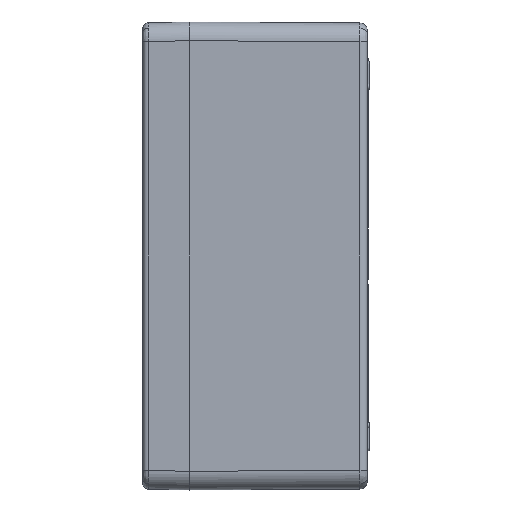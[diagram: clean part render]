
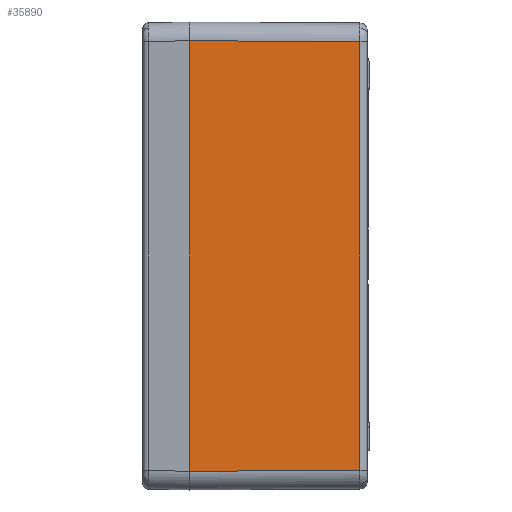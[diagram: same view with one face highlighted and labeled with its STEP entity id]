
A CAD part, left-side view. The second image highlights one B-rep face of the part: STEP entity #35890.
In plain terms, the highlighted planar face has unit normal (-1, -0.005, 0).
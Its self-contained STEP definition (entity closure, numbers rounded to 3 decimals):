
#217 = VECTOR ( 'NONE', #47385, 1000. ) ;
#1087 = DIRECTION ( 'NONE',  ( 0., 0., 1. ) ) ;
#1962 = VECTOR ( 'NONE', #38479, 1000. ) ;
#2869 = EDGE_CURVE ( 'NONE', #43220, #17650, #22709, .T. ) ;
#6408 = CARTESIAN_POINT ( 'NONE',  ( -127.01, -91.521, 114.49 ) ) ;
#7574 = PLANE ( 'NONE',  #44203 ) ;
#10847 = VECTOR ( 'NONE', #1087, 1000. ) ;
#12300 = DIRECTION ( 'NONE',  ( -1., -0.005, 0. ) ) ;
#13682 = LINE ( 'NONE', #38137, #217 ) ;
#17650 = VERTEX_POINT ( 'NONE', #30349 ) ;
#17817 = DIRECTION ( 'NONE',  ( 0., 0., -1. ) ) ;
#18246 = FACE_OUTER_BOUND ( 'NONE', #32628, .T. ) ;
#18332 = ORIENTED_EDGE ( 'NONE', *, *, #39318, .T. ) ;
#20677 = ORIENTED_EDGE ( 'NONE', *, *, #30001, .T. ) ;
#22709 = LINE ( 'NONE', #6408, #10847 ) ;
#25792 = CARTESIAN_POINT ( 'NONE',  ( -127.487, -0.5, -114.987 ) ) ;
#25872 = LINE ( 'NONE', #33970, #1962 ) ;
#26204 = VECTOR ( 'NONE', #17817, 1000. ) ;
#26568 = CARTESIAN_POINT ( 'NONE',  ( -127.487, -0.5, -125. ) ) ;
#27705 = EDGE_CURVE ( 'NONE', #32520, #29315, #57525, .T. ) ;
#27890 = ORIENTED_EDGE ( 'NONE', *, *, #27705, .T. ) ;
#28752 = CARTESIAN_POINT ( 'NONE',  ( -127.487, -0.5, 114.987 ) ) ;
#29315 = VERTEX_POINT ( 'NONE', #25792 ) ;
#30001 = EDGE_CURVE ( 'NONE', #29315, #43220, #13682, .T. ) ;
#30349 = CARTESIAN_POINT ( 'NONE',  ( -127.01, -91.521, 114.51 ) ) ;
#30389 = ORIENTED_EDGE ( 'NONE', *, *, #2869, .T. ) ;
#32520 = VERTEX_POINT ( 'NONE', #28752 ) ;
#32628 = EDGE_LOOP ( 'NONE', ( #20677, #30389, #18332, #27890 ) ) ;
#33970 = CARTESIAN_POINT ( 'NONE',  ( -127.493, 0.743, 114.994 ) ) ;
#34508 = CARTESIAN_POINT ( 'NONE',  ( -127.01, -91.521, -114.51 ) ) ;
#35890 = ADVANCED_FACE ( 'NONE', ( #18246 ), #7574, .T. ) ;
#38137 = CARTESIAN_POINT ( 'NONE',  ( -127.5, 2.052, -115. ) ) ;
#38479 = DIRECTION ( 'NONE',  ( -0.005, 1., 0.005 ) ) ;
#39058 = CARTESIAN_POINT ( 'NONE',  ( -127.5, 2., -125. ) ) ;
#39318 = EDGE_CURVE ( 'NONE', #17650, #32520, #25872, .T. ) ;
#43220 = VERTEX_POINT ( 'NONE', #34508 ) ;
#43494 = DIRECTION ( 'NONE',  ( 0.005, -1., 0. ) ) ;
#44203 = AXIS2_PLACEMENT_3D ( 'NONE', #39058, #12300, #43494 ) ;
#47385 = DIRECTION ( 'NONE',  ( 0.005, -1., 0.005 ) ) ;
#57525 = LINE ( 'NONE', #26568, #26204 ) ;
